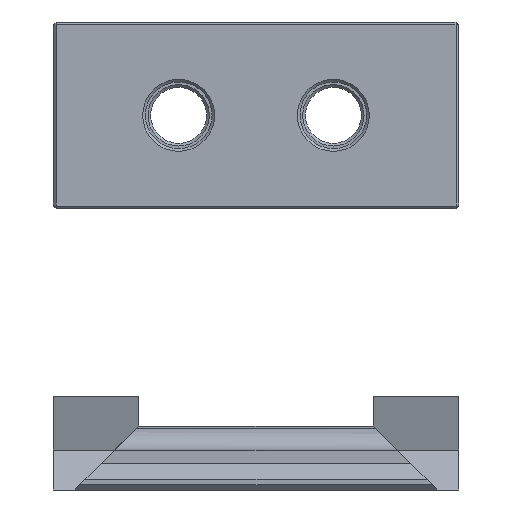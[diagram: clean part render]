
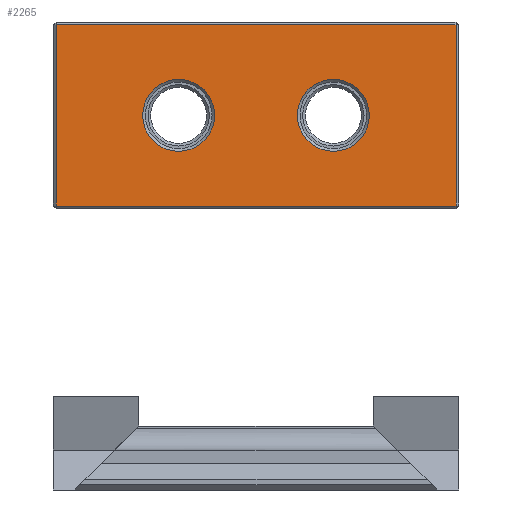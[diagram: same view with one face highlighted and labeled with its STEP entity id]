
A CAD part, front view. The second image highlights one B-rep face of the part: STEP entity #2265.
In plain terms, the highlighted planar face has unit normal (0, -1, 0).
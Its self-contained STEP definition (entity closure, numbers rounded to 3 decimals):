
#144=CIRCLE('',#2514,6.75);
#145=CIRCLE('',#2515,6.75);
#614=ORIENTED_EDGE('',*,*,#991,.T.);
#615=ORIENTED_EDGE('',*,*,#992,.T.);
#616=ORIENTED_EDGE('',*,*,#993,.T.);
#617=ORIENTED_EDGE('',*,*,#994,.T.);
#618=ORIENTED_EDGE('',*,*,#995,.T.);
#619=ORIENTED_EDGE('',*,*,#996,.T.);
#991=EDGE_CURVE('',#1223,#1224,#1407,.T.);
#992=EDGE_CURVE('',#1224,#1225,#1408,.T.);
#993=EDGE_CURVE('',#1225,#1226,#1409,.T.);
#994=EDGE_CURVE('',#1226,#1223,#1410,.F.);
#995=EDGE_CURVE('',#1227,#1227,#144,.F.);
#996=EDGE_CURVE('',#1228,#1228,#145,.F.);
#1223=VERTEX_POINT('',#3775);
#1224=VERTEX_POINT('',#3776);
#1225=VERTEX_POINT('',#3778);
#1226=VERTEX_POINT('',#3780);
#1227=VERTEX_POINT('',#3783);
#1228=VERTEX_POINT('',#3785);
#1407=LINE('',#3774,#1588);
#1408=LINE('',#3777,#1589);
#1409=LINE('',#3779,#1590);
#1410=LINE('',#3781,#1591);
#1588=VECTOR('',#3075,1000.);
#1589=VECTOR('',#3076,1000.);
#1590=VECTOR('',#3077,1000.);
#1591=VECTOR('',#3078,1000.);
#1775=EDGE_LOOP('',(#614,#615,#616,#617));
#1776=EDGE_LOOP('',(#618));
#1777=EDGE_LOOP('',(#619));
#1994=FACE_BOUND('',#1775,.T.);
#1995=FACE_BOUND('',#1776,.T.);
#1996=FACE_BOUND('',#1777,.T.);
#2131=PLANE('',#2513);
#2265=ADVANCED_FACE('',(#1994,#1995,#1996),#2131,.T.);
#2513=AXIS2_PLACEMENT_3D('',#3773,#3073,#3074);
#2514=AXIS2_PLACEMENT_3D('',#3782,#3079,#3080);
#2515=AXIS2_PLACEMENT_3D('',#3784,#3081,#3082);
#3073=DIRECTION('',(0.,-1.,0.));
#3074=DIRECTION('',(1.,0.,0.));
#3075=DIRECTION('',(0.,0.,1.));
#3076=DIRECTION('',(-1.,0.,0.));
#3077=DIRECTION('',(0.,0.,-1.));
#3078=DIRECTION('',(-1.,0.,0.));
#3079=DIRECTION('',(0.,-1.,0.));
#3080=DIRECTION('',(1.,0.,0.));
#3081=DIRECTION('',(0.,-1.,0.));
#3082=DIRECTION('',(1.,0.,0.));
#3773=CARTESIAN_POINT('',(-31.082,29.995,75.75));
#3774=CARTESIAN_POINT('',(37.5,29.995,75.75));
#3775=CARTESIAN_POINT('',(37.5,29.995,41.249));
#3776=CARTESIAN_POINT('',(37.5,29.995,75.25));
#3777=CARTESIAN_POINT('',(-31.082,29.995,75.25));
#3778=CARTESIAN_POINT('',(-37.5,29.995,75.25));
#3779=CARTESIAN_POINT('',(-37.5,29.995,75.75));
#3780=CARTESIAN_POINT('',(-37.5,29.995,41.249));
#3781=CARTESIAN_POINT('',(-31.082,29.995,41.249));
#3782=CARTESIAN_POINT('',(14.5,29.995,58.25));
#3783=CARTESIAN_POINT('',(21.25,29.995,58.25));
#3784=CARTESIAN_POINT('',(-14.5,29.995,58.25));
#3785=CARTESIAN_POINT('',(-7.75,29.995,58.25));
